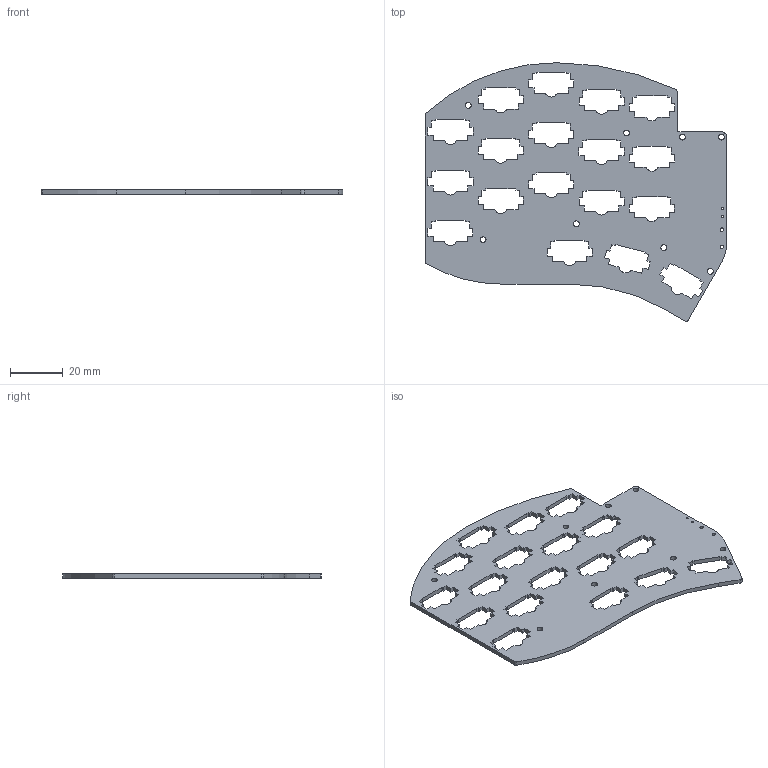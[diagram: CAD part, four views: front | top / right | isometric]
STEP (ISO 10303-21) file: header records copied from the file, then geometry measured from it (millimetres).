
FILE_DESCRIPTION(('KiCad electronic assembly'),'2;1');
FILE_NAME('bottom cut.step','2023-02-08T10:45:09',('Pcbnew'),('Kicad'), 'Open CASCADE STEP processor 7.6','KiCad to STEP converter','Unknown' );
FILE_SCHEMA(('AUTOMOTIVE_DESIGN { 1 0 10303 214 1 1 1 1 }'));
Length unit declared in the file: millimetre
Products named in the file (2): bottom cut 1; bottom cut PCB
Assembly tree (1 placements, depth 2):
  bottom cut 1
    bottom cut PCB
Bounding box: 114.03 x 97.79 x 1.6 mm (x, y, z)
Volume: 10395.7 mm3; surface area: 15172.9 mm2
Topology: 1 solids, 1 shells, 393 faces, 1173 edges, 782 vertices
Faces by surface type: plane 352, cylinder 41
Full cylindrical faces by diameter (mm): 0.7 x2, 1.3 x2, 2.2 x8
Entity records: 28425 total; most frequent: CARTESIAN_POINT 4696, DIRECTION 4391, LINE 3355, VECTOR 3355, ORIENTED_EDGE 2346, PCURVE 2346, DEFINITIONAL_REPRESENTATION 2346, EDGE_CURVE 1173
